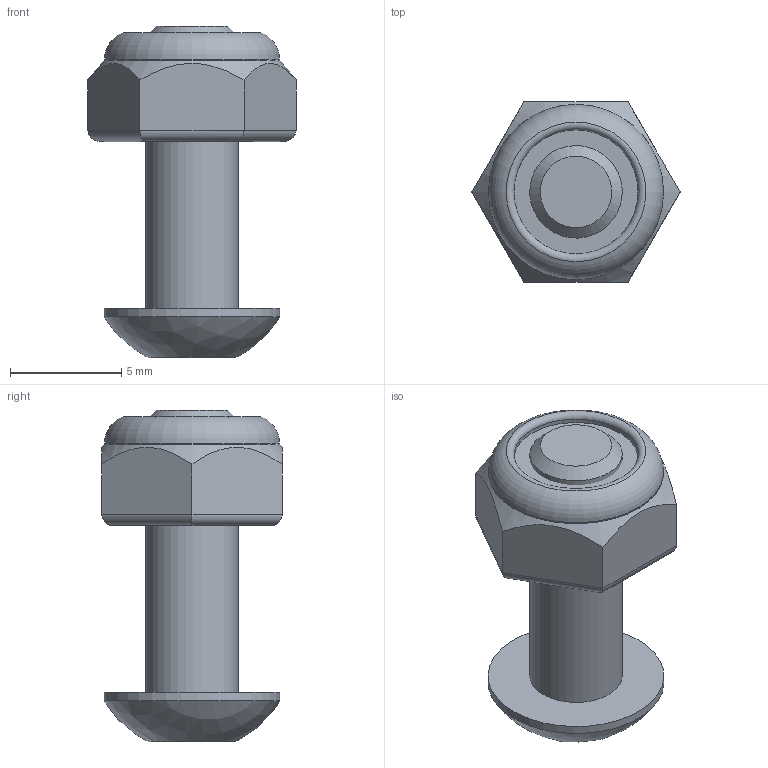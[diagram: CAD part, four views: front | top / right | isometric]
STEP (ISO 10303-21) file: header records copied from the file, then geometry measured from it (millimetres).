
FILE_DESCRIPTION(/* description */ (''),/* implementation_level */ '2;1');
FILE_NAME(/* name */ 'screw with bearing nut.iam.step',/* time_stamp */ '2020-04-16T23:37:39-04:00',/* author */ ('Josef'),/* organization */ (''),/* preprocessor_version */ 'ST-DEVELOPER v17',/* originating_system */ 'Autodesk Inventor 2019',/* authorisation */ '');
FILE_SCHEMA (('AUTOMOTIVE_DESIGN { 1 0 10303 214 3 1 1 }','INTEGRATED_CNC_SCHEMA'));
Length unit declared in the file: inch
Products named in the file (3): screw with bearing nut; Screw 8-32 x 0.500''-Silver; Nut 8-32 Nylock
Assembly tree (1 placements, depth 2):
  screw with bearing nut
    Nut 8-32 Nylock
  Screw 8-32 x 0.500''-Silver
Bounding box: 9.37 x 8.12 x 14.91 mm (x, y, z)
Volume: 450.7 mm3; surface area: 555.5 mm2
Topology: 2 solids, 2 shells, 41 faces, 100 edges, 66 vertices
Faces by surface type: plane 24, cylinder 11, cone 3, torus 2, sphere 1
Full cylindrical faces by diameter (mm): 3.391 x1, 4.166 x1, 5.588 x1, 7.874 x1, 7.925 x1
Entity records: 1323 total; most frequent: CARTESIAN_POINT 227, DIRECTION 224, ORIENTED_EDGE 198, EDGE_CURVE 99, AXIS2_PLACEMENT_3D 87, VERTEX_POINT 66, LINE 50, VECTOR 50
